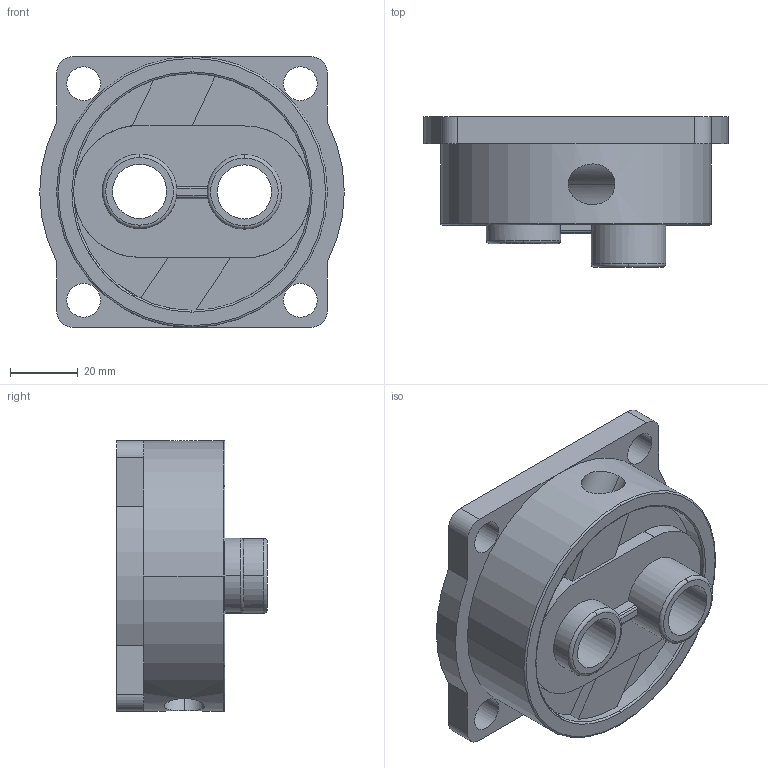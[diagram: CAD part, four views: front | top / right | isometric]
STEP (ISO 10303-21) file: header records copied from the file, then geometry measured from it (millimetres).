
FILE_DESCRIPTION(('STEP AP214'),'1');
FILE_NAME('AIR VW oil pump v5.stp','2021-06-25T12:13:27',(' '),(' '),'Spatial InterOp 3D',' ',' ');
FILE_SCHEMA(('AUTOMOTIVE_DESIGN { 1 0 10303 214 1 1 1 1 }'));
Length unit declared in the file: metre
Products named in the file (1): Сплошной1
Bounding box: 90 x 44.5 x 80 mm (x, y, z)
Volume: 97747.1 mm3; surface area: 32789.3 mm2
Topology: 1 solids, 1 shells, 95 faces, 276 edges, 185 vertices
Faces by surface type: cylinder 45, plane 40, torus 10
Entity records: 3565 total; most frequent: CARTESIAN_POINT 881, DIRECTION 590, ORIENTED_EDGE 552, EDGE_CURVE 276, AXIS2_PLACEMENT_3D 230, VERTEX_POINT 185, CIRCLE 134, LINE 130
